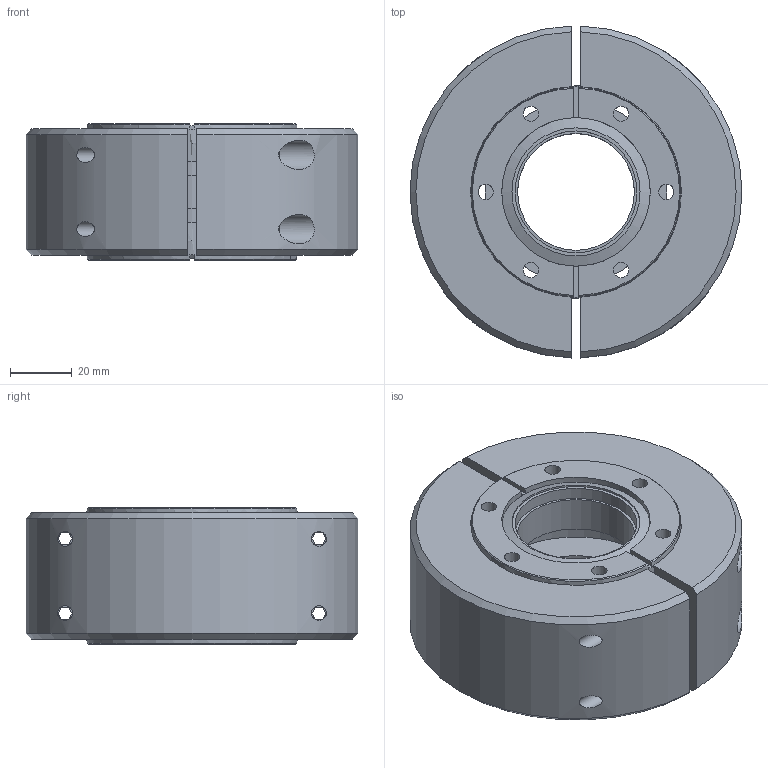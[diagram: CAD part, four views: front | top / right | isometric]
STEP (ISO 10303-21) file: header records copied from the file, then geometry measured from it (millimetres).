
FILE_DESCRIPTION (( 'STEP AP214' ), '1' );
FILE_NAME ('ALIGN275, TAPPED METRICB,10017573.STEP', '2020-05-08T14:29:31', ( 'gstephens' ), ( 'Microsoft' ), 'SwSTEP 2.0', 'SolidWorks 2018', '' );
FILE_SCHEMA (( 'AUTOMOTIVE_DESIGN' ));
Length unit declared in the file: inch
Products named in the file (1): ALIGN275, TAPPED METRICB,10017573
Bounding box: 107.95 x 107.9 x 44.45 mm (x, y, z)
Surface area: 52823.4 mm2 (no closed solid volume)
Topology: 0 solids, 9 shells, 105 faces, 331 edges, 238 vertices
Faces by surface type: plane 50, cylinder 39, cone 14, sphere 2
Full cylindrical faces by diameter (mm): 4.826 x4, 5 x12, 7.925 x4, 9.525 x4, 37.973 x2, 39.624 x2, 41.656 x2, 48.311 x2, 59.182 x1
Entity records: 5408 total; most frequent: CARTESIAN_POINT 1210, DIRECTION 592, ORIENTED_EDGE 458, EDGE_CURVE 284, VERTEX_POINT 232, AXIS2_PLACEMENT_3D 226, EDGE_LOOP 184, LINE 140
